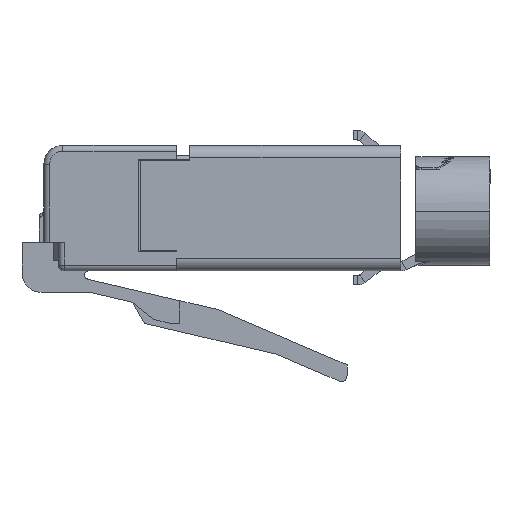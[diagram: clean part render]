
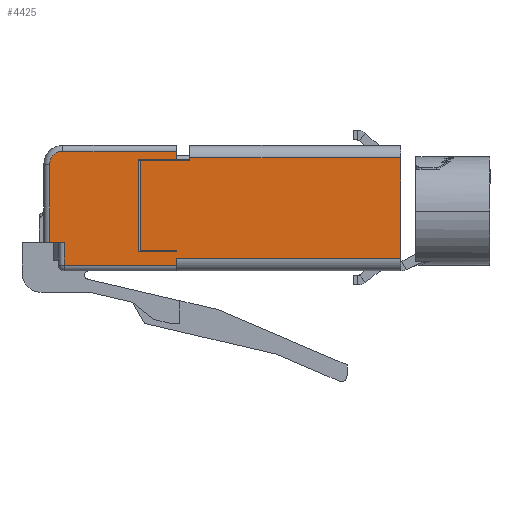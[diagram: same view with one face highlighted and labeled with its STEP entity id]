
A CAD part, front view. The second image highlights one B-rep face of the part: STEP entity #4425.
In plain terms, the highlighted planar face has unit normal (0, -1, 0).
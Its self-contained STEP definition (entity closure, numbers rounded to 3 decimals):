
#40 = LINE ( 'NONE', #4970, #479 ) ;
#52 = CARTESIAN_POINT ( 'NONE',  ( -0.47, -5.84, 1.5 ) ) ;
#104 = CARTESIAN_POINT ( 'NONE',  ( 4.2, -5.84, 5.85 ) ) ;
#270 = CARTESIAN_POINT ( 'NONE',  ( 4.2, -5.84, 1. ) ) ;
#294 = EDGE_CURVE ( 'NONE', #2918, #11449, #7347, .T. ) ;
#295 = DIRECTION ( 'NONE',  ( 0., 0., 1. ) ) ;
#479 = VECTOR ( 'NONE', #3282, 1000. ) ;
#521 = LINE ( 'NONE', #270, #5481 ) ;
#702 = CARTESIAN_POINT ( 'NONE',  ( 6.9, -5.84, 5.95 ) ) ;
#1092 = VERTEX_POINT ( 'NONE', #5390 ) ;
#1205 = LINE ( 'NONE', #8179, #6182 ) ;
#1233 = DIRECTION ( 'NONE',  ( -1., 0., 0. ) ) ;
#1295 = VERTEX_POINT ( 'NONE', #8376 ) ;
#1447 = VECTOR ( 'NONE', #2776, 1000. ) ;
#1450 = EDGE_LOOP ( 'NONE', ( #10520, #9405, #3921, #11189, #10016, #9906, #3167, #3363, #9510, #11048, #8175, #6044, #5689, #11250, #3346, #4410, #10202, #7649, #4268 ) ) ;
#1527 = VECTOR ( 'NONE', #7880, 1000. ) ;
#1531 = AXIS2_PLACEMENT_3D ( 'NONE', #8429, #5669, #4014 ) ;
#1624 = VECTOR ( 'NONE', #3485, 1000. ) ;
#1626 = CARTESIAN_POINT ( 'NONE',  ( 18., -5.84, 5.95 ) ) ;
#1737 = VERTEX_POINT ( 'NONE', #9487 ) ;
#1840 = CARTESIAN_POINT ( 'NONE',  ( 4.3, -5.84, 5.8 ) ) ;
#2005 = DIRECTION ( 'NONE',  ( 1., 0., 0. ) ) ;
#2011 = CIRCLE ( 'NONE', #1531, 0.7 ) ;
#2079 = LINE ( 'NONE', #6538, #11315 ) ;
#2089 = EDGE_CURVE ( 'NONE', #5296, #7238, #2079, .T. ) ;
#2118 = DIRECTION ( 'NONE',  ( 0., 0., -1. ) ) ;
#2141 = EDGE_CURVE ( 'NONE', #3446, #2918, #9802, .T. ) ;
#2161 = EDGE_CURVE ( 'NONE', #11449, #6263, #521, .T. ) ;
#2445 = LINE ( 'NONE', #7331, #7369 ) ;
#2467 = LINE ( 'NONE', #3678, #1447 ) ;
#2537 = VERTEX_POINT ( 'NONE', #7298 ) ;
#2576 = DIRECTION ( 'NONE',  ( 0., 0., -1. ) ) ;
#2616 = CARTESIAN_POINT ( 'NONE',  ( 18., -5.84, 0.65 ) ) ;
#2776 = DIRECTION ( 'NONE',  ( 1., 0., 0. ) ) ;
#2814 = LINE ( 'NONE', #10662, #6602 ) ;
#2830 = DIRECTION ( 'NONE',  ( 0., 0., 1. ) ) ;
#2918 = VERTEX_POINT ( 'NONE', #4159 ) ;
#2995 = EDGE_CURVE ( 'NONE', #11377, #9583, #6443, .T. ) ;
#3139 = CARTESIAN_POINT ( 'NONE',  ( 6.2, -5.84, 5.85 ) ) ;
#3167 = ORIENTED_EDGE ( 'NONE', *, *, #2995, .T. ) ;
#3169 = VECTOR ( 'NONE', #2118, 1000. ) ;
#3218 = LINE ( 'NONE', #6992, #6297 ) ;
#3282 = DIRECTION ( 'NONE',  ( 0., 0., -1. ) ) ;
#3346 = ORIENTED_EDGE ( 'NONE', *, *, #2141, .F. ) ;
#3363 = ORIENTED_EDGE ( 'NONE', *, *, #9260, .T. ) ;
#3402 = EDGE_CURVE ( 'NONE', #8894, #1295, #40, .T. ) ;
#3446 = VERTEX_POINT ( 'NONE', #6698 ) ;
#3481 = EDGE_CURVE ( 'NONE', #5890, #1092, #11417, .T. ) ;
#3485 = DIRECTION ( 'NONE',  ( -1., 0., 0. ) ) ;
#3678 = CARTESIAN_POINT ( 'NONE',  ( 4.3, -5.84, 5.8 ) ) ;
#3697 = VECTOR ( 'NONE', #1233, 1000. ) ;
#3731 = CARTESIAN_POINT ( 'NONE',  ( 0.3, -5.84, 1.5 ) ) ;
#3824 = VERTEX_POINT ( 'NONE', #1840 ) ;
#3825 = CARTESIAN_POINT ( 'NONE',  ( 6.9, -5.84, 0. ) ) ;
#3921 = ORIENTED_EDGE ( 'NONE', *, *, #11229, .T. ) ;
#4014 = DIRECTION ( 'NONE',  ( 0., 0., 1. ) ) ;
#4159 = CARTESIAN_POINT ( 'NONE',  ( 4.2, -5.84, 5.85 ) ) ;
#4168 = CARTESIAN_POINT ( 'NONE',  ( 6.2, -5.84, 0.3 ) ) ;
#4265 = EDGE_CURVE ( 'NONE', #7238, #1737, #2445, .T. ) ;
#4268 = ORIENTED_EDGE ( 'NONE', *, *, #11499, .T. ) ;
#4410 = ORIENTED_EDGE ( 'NONE', *, *, #8518, .F. ) ;
#4425 = ADVANCED_FACE ( 'NONE', ( #6246 ), #6668, .F. ) ;
#4457 = DIRECTION ( 'NONE',  ( -1., 0., 0. ) ) ;
#4595 = CARTESIAN_POINT ( 'NONE',  ( 6.2, -5.84, 6.3 ) ) ;
#4860 = CARTESIAN_POINT ( 'NONE',  ( 6.2, -5.84, 0.65 ) ) ;
#4930 = CARTESIAN_POINT ( 'NONE',  ( 6.2, -5.84, 6.6 ) ) ;
#4970 = CARTESIAN_POINT ( 'NONE',  ( 6.2, -5.84, 0.55 ) ) ;
#5088 = VECTOR ( 'NONE', #4457, 1000. ) ;
#5296 = VERTEX_POINT ( 'NONE', #52 ) ;
#5310 = LINE ( 'NONE', #4930, #10308 ) ;
#5390 = CARTESIAN_POINT ( 'NONE',  ( 0.23, -5.84, 6.3 ) ) ;
#5421 = LINE ( 'NONE', #3825, #10030 ) ;
#5481 = VECTOR ( 'NONE', #6687, 1000. ) ;
#5669 = DIRECTION ( 'NONE',  ( 0., -1., 0. ) ) ;
#5689 = ORIENTED_EDGE ( 'NONE', *, *, #2161, .F. ) ;
#5765 = LINE ( 'NONE', #4168, #1527 ) ;
#5890 = VERTEX_POINT ( 'NONE', #4595 ) ;
#6044 = ORIENTED_EDGE ( 'NONE', *, *, #7839, .T. ) ;
#6171 = DIRECTION ( 'NONE',  ( -1., 0., 0. ) ) ;
#6182 = VECTOR ( 'NONE', #2830, 1000. ) ;
#6207 = EDGE_CURVE ( 'NONE', #2537, #8894, #8399, .T. ) ;
#6219 = EDGE_CURVE ( 'NONE', #11377, #2537, #2814, .T. ) ;
#6246 = FACE_OUTER_BOUND ( 'NONE', #1450, .T. ) ;
#6263 = VERTEX_POINT ( 'NONE', #10858 ) ;
#6297 = VECTOR ( 'NONE', #6951, 1000. ) ;
#6443 = LINE ( 'NONE', #1626, #8646 ) ;
#6538 = CARTESIAN_POINT ( 'NONE',  ( 0., -5.84, 1.5 ) ) ;
#6602 = VECTOR ( 'NONE', #2576, 1000. ) ;
#6668 = PLANE ( 'NONE',  #8053 ) ;
#6687 = DIRECTION ( 'NONE',  ( 1., 0., 0. ) ) ;
#6698 = CARTESIAN_POINT ( 'NONE',  ( 6.2, -5.84, 5.85 ) ) ;
#6835 = EDGE_CURVE ( 'NONE', #1092, #11660, #2011, .T. ) ;
#6891 = CARTESIAN_POINT ( 'NONE',  ( -1.02, -5.84, 6.3 ) ) ;
#6951 = DIRECTION ( 'NONE',  ( 0., 0., -1. ) ) ;
#6992 = CARTESIAN_POINT ( 'NONE',  ( 6.2, -5.84, 0. ) ) ;
#7021 = CARTESIAN_POINT ( 'NONE',  ( 6.9, -5.84, 5.8 ) ) ;
#7171 = VERTEX_POINT ( 'NONE', #7021 ) ;
#7238 = VERTEX_POINT ( 'NONE', #3731 ) ;
#7276 = EDGE_CURVE ( 'NONE', #10799, #3824, #1205, .T. ) ;
#7298 = CARTESIAN_POINT ( 'NONE',  ( 18., -5.84, 0.65 ) ) ;
#7331 = CARTESIAN_POINT ( 'NONE',  ( 0.3, -5.84, 0.3 ) ) ;
#7347 = LINE ( 'NONE', #104, #3169 ) ;
#7369 = VECTOR ( 'NONE', #10025, 1000. ) ;
#7537 = LINE ( 'NONE', #8064, #9614 ) ;
#7649 = ORIENTED_EDGE ( 'NONE', *, *, #6835, .T. ) ;
#7748 = DIRECTION ( 'NONE',  ( 0., 0., -1. ) ) ;
#7839 = EDGE_CURVE ( 'NONE', #10663, #6263, #3218, .T. ) ;
#7880 = DIRECTION ( 'NONE',  ( 1., 0., 0. ) ) ;
#8053 = AXIS2_PLACEMENT_3D ( 'NONE', #11125, #9295, #295 ) ;
#8064 = CARTESIAN_POINT ( 'NONE',  ( 4.3, -5.84, 1.05 ) ) ;
#8121 = VECTOR ( 'NONE', #7748, 1000. ) ;
#8175 = ORIENTED_EDGE ( 'NONE', *, *, #8222, .T. ) ;
#8179 = CARTESIAN_POINT ( 'NONE',  ( 4.3, -5.84, 1.05 ) ) ;
#8222 = EDGE_CURVE ( 'NONE', #10799, #10663, #7537, .T. ) ;
#8376 = CARTESIAN_POINT ( 'NONE',  ( 6.2, -5.84, 0.3 ) ) ;
#8399 = LINE ( 'NONE', #2616, #5088 ) ;
#8429 = CARTESIAN_POINT ( 'NONE',  ( 0.23, -5.84, 5.6 ) ) ;
#8518 = EDGE_CURVE ( 'NONE', #5890, #3446, #5310, .T. ) ;
#8579 = CARTESIAN_POINT ( 'NONE',  ( 4.3, -5.84, 1.05 ) ) ;
#8581 = EDGE_CURVE ( 'NONE', #3824, #7171, #2467, .T. ) ;
#8646 = VECTOR ( 'NONE', #6171, 1000. ) ;
#8721 = CARTESIAN_POINT ( 'NONE',  ( -0.47, -5.84, 5.6 ) ) ;
#8894 = VERTEX_POINT ( 'NONE', #4860 ) ;
#9194 = DIRECTION ( 'NONE',  ( 0., 0., -1. ) ) ;
#9260 = EDGE_CURVE ( 'NONE', #9583, #7171, #5421, .T. ) ;
#9295 = DIRECTION ( 'NONE',  ( 0., 1., 0. ) ) ;
#9363 = DIRECTION ( 'NONE',  ( 0., 0., -1. ) ) ;
#9405 = ORIENTED_EDGE ( 'NONE', *, *, #4265, .T. ) ;
#9487 = CARTESIAN_POINT ( 'NONE',  ( 0.3, -5.84, 0.3 ) ) ;
#9510 = ORIENTED_EDGE ( 'NONE', *, *, #8581, .F. ) ;
#9583 = VERTEX_POINT ( 'NONE', #702 ) ;
#9614 = VECTOR ( 'NONE', #10703, 1000. ) ;
#9802 = LINE ( 'NONE', #3139, #3697 ) ;
#9906 = ORIENTED_EDGE ( 'NONE', *, *, #6219, .F. ) ;
#10016 = ORIENTED_EDGE ( 'NONE', *, *, #6207, .F. ) ;
#10025 = DIRECTION ( 'NONE',  ( 0., 0., -1. ) ) ;
#10030 = VECTOR ( 'NONE', #9194, 1000. ) ;
#10160 = CARTESIAN_POINT ( 'NONE',  ( 18., -5.84, 5.95 ) ) ;
#10202 = ORIENTED_EDGE ( 'NONE', *, *, #3481, .T. ) ;
#10308 = VECTOR ( 'NONE', #9363, 1000. ) ;
#10394 = CARTESIAN_POINT ( 'NONE',  ( 4.2, -5.84, 1. ) ) ;
#10397 = CARTESIAN_POINT ( 'NONE',  ( 6.2, -5.84, 1.05 ) ) ;
#10520 = ORIENTED_EDGE ( 'NONE', *, *, #2089, .T. ) ;
#10662 = CARTESIAN_POINT ( 'NONE',  ( 18., -5.84, 0. ) ) ;
#10663 = VERTEX_POINT ( 'NONE', #10397 ) ;
#10703 = DIRECTION ( 'NONE',  ( 1., 0., 0. ) ) ;
#10799 = VERTEX_POINT ( 'NONE', #8579 ) ;
#10858 = CARTESIAN_POINT ( 'NONE',  ( 6.2, -5.84, 1. ) ) ;
#11048 = ORIENTED_EDGE ( 'NONE', *, *, #7276, .F. ) ;
#11125 = CARTESIAN_POINT ( 'NONE',  ( -1.02, -5.84, 6.6 ) ) ;
#11189 = ORIENTED_EDGE ( 'NONE', *, *, #3402, .F. ) ;
#11229 = EDGE_CURVE ( 'NONE', #1737, #1295, #5765, .T. ) ;
#11250 = ORIENTED_EDGE ( 'NONE', *, *, #294, .F. ) ;
#11281 = CARTESIAN_POINT ( 'NONE',  ( -0.47, -5.84, 0. ) ) ;
#11315 = VECTOR ( 'NONE', #2005, 1000. ) ;
#11377 = VERTEX_POINT ( 'NONE', #10160 ) ;
#11417 = LINE ( 'NONE', #6891, #1624 ) ;
#11449 = VERTEX_POINT ( 'NONE', #10394 ) ;
#11499 = EDGE_CURVE ( 'NONE', #11660, #5296, #11587, .T. ) ;
#11587 = LINE ( 'NONE', #11281, #8121 ) ;
#11660 = VERTEX_POINT ( 'NONE', #8721 ) ;
